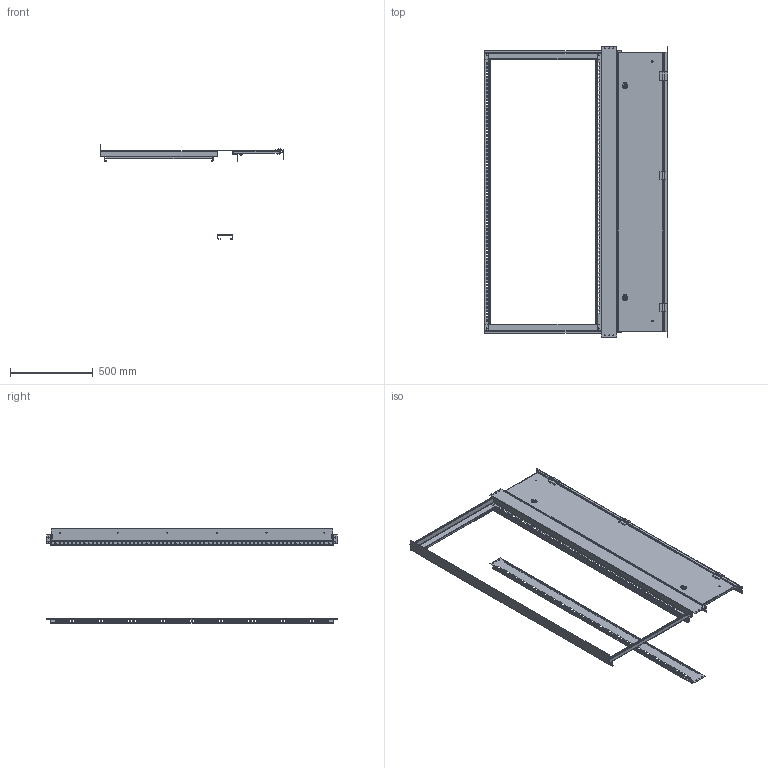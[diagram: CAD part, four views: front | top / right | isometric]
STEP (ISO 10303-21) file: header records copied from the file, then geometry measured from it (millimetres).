
FILE_DESCRIPTION((''),'2;1');
FILE_NAME('BTM180120_P400stp.stp','2016-11-04T14:13:30',('User'), ('SDRC'),'I-DEAS Master Series 9','UNIX','Yes');
FILE_SCHEMA(('CONFIG_CONTROL_DESIGN', 'GEOMETRIC_VALIDATION_PROPERTIES_MIM','SHAPE_APPEARANCE_LAYER_MIM'));
Length unit declared in the file: millimetre
Assembly tree (17 placements, depth 0):
Bounding box: 1110 x 1754 x 568.5 mm (x, y, z)
Volume: 2815118.4 mm3; surface area: 3651130.4 mm2
Topology: 17 solids, 17 shells, 3193 faces, 9347 edges, 6184 vertices
Faces by surface type: bspline 3193
Entity records: 99243 total; most frequent: CARTESIAN_POINT 46516, ORIENTED_EDGE 15944, EDGE_CURVE 7972, QUASI_UNIFORM_CURVE 5973, VERTEX_POINT 5247, EDGE_LOOP 4541, FACE_OUTER_BOUND 2717, ADVANCED_FACE 2717
